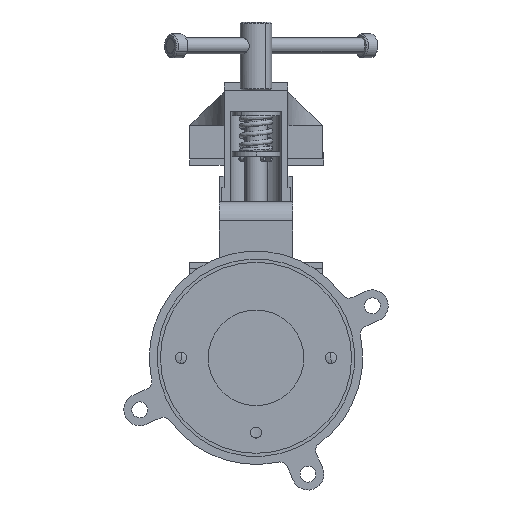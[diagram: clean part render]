
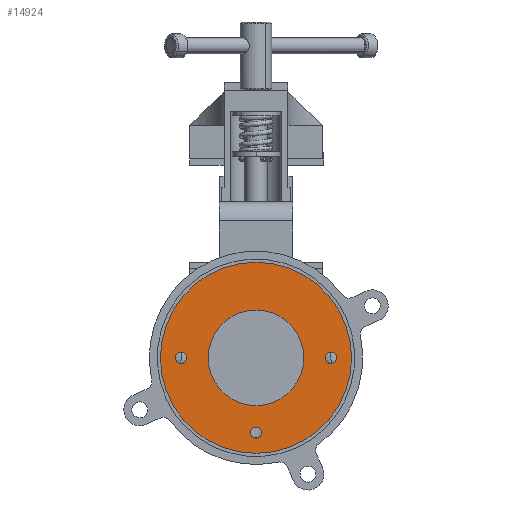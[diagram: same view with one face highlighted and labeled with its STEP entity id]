
A CAD part, front view. The second image highlights one B-rep face of the part: STEP entity #14924.
In plain terms, the highlighted planar face has unit normal (0, -1, 0).
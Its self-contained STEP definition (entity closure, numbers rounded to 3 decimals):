
#1965 = ORIENTED_EDGE ( 'NONE', *, *, #6365, .F. ) ;
#1966 = ORIENTED_EDGE ( 'NONE', *, *, #6279, .F. ) ;
#1967 = ORIENTED_EDGE ( 'NONE', *, *, #6389, .F. ) ;
#1968 = ORIENTED_EDGE ( 'NONE', *, *, #6247, .F. ) ;
#1969 = ORIENTED_EDGE ( 'NONE', *, *, #6394, .F. ) ;
#1970 = ORIENTED_EDGE ( 'NONE', *, *, #6252, .F. ) ;
#1971 = ORIENTED_EDGE ( 'NONE', *, *, #6277, .F. ) ;
#1972 = ORIENTED_EDGE ( 'NONE', *, *, #6318, .F. ) ;
#1973 = ORIENTED_EDGE ( 'NONE', *, *, #6268, .F. ) ;
#1974 = ORIENTED_EDGE ( 'NONE', *, *, #6244, .F. ) ;
#3054 = PLANE ( 'NONE',  #4422 ) ;
#3055 = CARTESIAN_POINT ( 'NONE',  ( -60.72, 0., -60.72 ) ) ;
#3056 = DIRECTION ( 'NONE',  ( 0., 1., 0. ) ) ;
#3057 = DIRECTION ( 'NONE',  ( 0., 0., 1. ) ) ;
#4422 = AXIS2_PLACEMENT_3D ( 'NONE', #3055, #3056, #3057 ) ;
#6000 = FACE_BOUND ( 'NONE', #12708, .T. ) ;
#6001 = FACE_BOUND ( 'NONE', #12707, .T. ) ;
#6002 = FACE_BOUND ( 'NONE', #12706, .T. ) ;
#6003 = FACE_BOUND ( 'NONE', #12705, .T. ) ;
#6004 = FACE_OUTER_BOUND ( 'NONE', #12704, .T. ) ;
#6244 = EDGE_CURVE ( 'NONE', #9717, #9780, #13279, .T. ) ;
#6247 = EDGE_CURVE ( 'NONE', #9764, #9696, #13283, .T. ) ;
#6252 = EDGE_CURVE ( 'NONE', #8958, #9529, #13290, .T. ) ;
#6268 = EDGE_CURVE ( 'NONE', #9780, #9717, #13309, .T. ) ;
#6277 = EDGE_CURVE ( 'NONE', #9705, #9512, #13320, .T. ) ;
#6279 = EDGE_CURVE ( 'NONE', #9534, #9504, #13322, .T. ) ;
#6318 = EDGE_CURVE ( 'NONE', #9512, #9705, #13381, .T. ) ;
#6365 = EDGE_CURVE ( 'NONE', #9504, #9534, #13443, .T. ) ;
#6389 = EDGE_CURVE ( 'NONE', #9696, #9764, #13473, .T. ) ;
#6394 = EDGE_CURVE ( 'NONE', #9529, #8958, #13481, .T. ) ;
#6857 = AXIS2_PLACEMENT_3D ( 'NONE', #12487, #12244, #12499 ) ;
#6859 = AXIS2_PLACEMENT_3D ( 'NONE', #12039, #12173, #12246 ) ;
#6861 = AXIS2_PLACEMENT_3D ( 'NONE', #12376, #12576, #12377 ) ;
#6871 = AXIS2_PLACEMENT_3D ( 'NONE', #12109, #12257, #12276 ) ;
#6878 = AXIS2_PLACEMENT_3D ( 'NONE', #12557, #12550, #12551 ) ;
#6879 = AXIS2_PLACEMENT_3D ( 'NONE', #12548, #12544, #12545 ) ;
#6899 = AXIS2_PLACEMENT_3D ( 'NONE', #12596, #12385, #12593 ) ;
#6924 = AXIS2_PLACEMENT_3D ( 'NONE', #8125, #8060, #8057 ) ;
#6939 = AXIS2_PLACEMENT_3D ( 'NONE', #8014, #8013, #8003 ) ;
#6940 = AXIS2_PLACEMENT_3D ( 'NONE', #7983, #7984, #7981 ) ;
#7981 = DIRECTION ( 'NONE',  ( 0., 0., 1. ) ) ;
#7983 = CARTESIAN_POINT ( 'NONE',  ( 0., 0., 47. ) ) ;
#7984 = DIRECTION ( 'NONE',  ( 0., -1., 0. ) ) ;
#8003 = DIRECTION ( 'NONE',  ( 0., 0., 1. ) ) ;
#8013 = DIRECTION ( 'NONE',  ( 0., -1., 0. ) ) ;
#8014 = CARTESIAN_POINT ( 'NONE',  ( 47., 0., 0. ) ) ;
#8057 = DIRECTION ( 'NONE',  ( 0., 0., 1. ) ) ;
#8060 = DIRECTION ( 'NONE',  ( 0., -1., 0. ) ) ;
#8125 = CARTESIAN_POINT ( 'NONE',  ( 0., 0., -47. ) ) ;
#8958 = VERTEX_POINT ( 'NONE', #11343 ) ;
#9504 = VERTEX_POINT ( 'NONE', #11397 ) ;
#9512 = VERTEX_POINT ( 'NONE', #11401 ) ;
#9529 = VERTEX_POINT ( 'NONE', #11409 ) ;
#9534 = VERTEX_POINT ( 'NONE', #11412 ) ;
#9696 = VERTEX_POINT ( 'NONE', #11494 ) ;
#9705 = VERTEX_POINT ( 'NONE', #11499 ) ;
#9717 = VERTEX_POINT ( 'NONE', #11507 ) ;
#9764 = VERTEX_POINT ( 'NONE', #11534 ) ;
#9780 = VERTEX_POINT ( 'NONE', #11543 ) ;
#11343 = CARTESIAN_POINT ( 'NONE',  ( 0., 0., 43.5 ) ) ;
#11397 = CARTESIAN_POINT ( 'NONE',  ( 0., 0., -43.5 ) ) ;
#11401 = CARTESIAN_POINT ( 'NONE',  ( 0., 0., 30. ) ) ;
#11409 = CARTESIAN_POINT ( 'NONE',  ( 0., 0., 50.5 ) ) ;
#11412 = CARTESIAN_POINT ( 'NONE',  ( 0., 0., -50.5 ) ) ;
#11494 = CARTESIAN_POINT ( 'NONE',  ( 47., 0., 3.5 ) ) ;
#11499 = CARTESIAN_POINT ( 'NONE',  ( 0., 0., -30. ) ) ;
#11507 = CARTESIAN_POINT ( 'NONE',  ( 0., 0., 60. ) ) ;
#11534 = CARTESIAN_POINT ( 'NONE',  ( 47., 0., -3.5 ) ) ;
#11543 = CARTESIAN_POINT ( 'NONE',  ( 0., 0., -60. ) ) ;
#12039 = CARTESIAN_POINT ( 'NONE',  ( 47., 0., 0. ) ) ;
#12109 = CARTESIAN_POINT ( 'NONE',  ( 0., 0., 0. ) ) ;
#12173 = DIRECTION ( 'NONE',  ( 0., -1., 0. ) ) ;
#12244 = DIRECTION ( 'NONE',  ( 0., 1., 0. ) ) ;
#12246 = DIRECTION ( 'NONE',  ( 0., 0., 1. ) ) ;
#12257 = DIRECTION ( 'NONE',  ( 0., 1., 0. ) ) ;
#12276 = DIRECTION ( 'NONE',  ( 0., 0., -1. ) ) ;
#12376 = CARTESIAN_POINT ( 'NONE',  ( 0., 0., 47. ) ) ;
#12377 = DIRECTION ( 'NONE',  ( 0., 0., 1. ) ) ;
#12385 = DIRECTION ( 'NONE',  ( 0., -1., 0. ) ) ;
#12487 = CARTESIAN_POINT ( 'NONE',  ( 0., 0., 0. ) ) ;
#12499 = DIRECTION ( 'NONE',  ( 0., 0., -1. ) ) ;
#12544 = DIRECTION ( 'NONE',  ( 0., -1., 0. ) ) ;
#12545 = DIRECTION ( 'NONE',  ( 0., 0., 1. ) ) ;
#12548 = CARTESIAN_POINT ( 'NONE',  ( 0., 0., -47. ) ) ;
#12550 = DIRECTION ( 'NONE',  ( 0., -1., 0. ) ) ;
#12551 = DIRECTION ( 'NONE',  ( 0., 0., -1. ) ) ;
#12557 = CARTESIAN_POINT ( 'NONE',  ( 0., 0., 0. ) ) ;
#12576 = DIRECTION ( 'NONE',  ( 0., -1., 0. ) ) ;
#12593 = DIRECTION ( 'NONE',  ( 0., 0., -1. ) ) ;
#12596 = CARTESIAN_POINT ( 'NONE',  ( 0., 0., 0. ) ) ;
#12704 = EDGE_LOOP ( 'NONE', ( #1973, #1974 ) ) ;
#12705 = EDGE_LOOP ( 'NONE', ( #1971, #1972 ) ) ;
#12706 = EDGE_LOOP ( 'NONE', ( #1969, #1970 ) ) ;
#12707 = EDGE_LOOP ( 'NONE', ( #1967, #1968 ) ) ;
#12708 = EDGE_LOOP ( 'NONE', ( #1965, #1966 ) ) ;
#13279 = CIRCLE ( 'NONE', #6857, 60. ) ;
#13283 = CIRCLE ( 'NONE', #6859, 3.5 ) ;
#13290 = CIRCLE ( 'NONE', #6861, 3.5 ) ;
#13309 = CIRCLE ( 'NONE', #6871, 60. ) ;
#13320 = CIRCLE ( 'NONE', #6878, 30. ) ;
#13322 = CIRCLE ( 'NONE', #6879, 3.5 ) ;
#13381 = CIRCLE ( 'NONE', #6899, 30. ) ;
#13443 = CIRCLE ( 'NONE', #6924, 3.5 ) ;
#13473 = CIRCLE ( 'NONE', #6939, 3.5 ) ;
#13481 = CIRCLE ( 'NONE', #6940, 3.5 ) ;
#14924 = ADVANCED_FACE ( 'NONE', ( #6000, #6001, #6002, #6003, #6004 ), #3054, .F. ) ;
